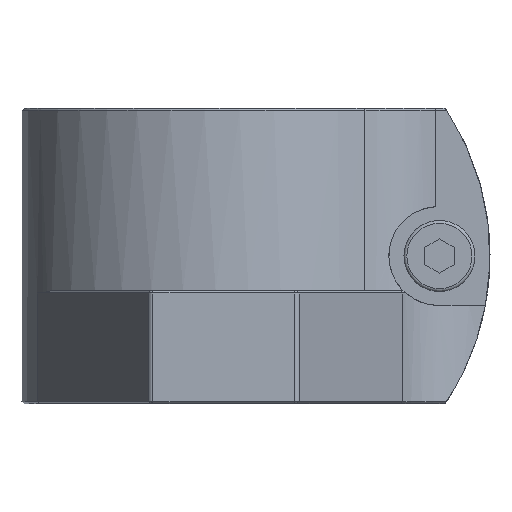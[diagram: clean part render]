
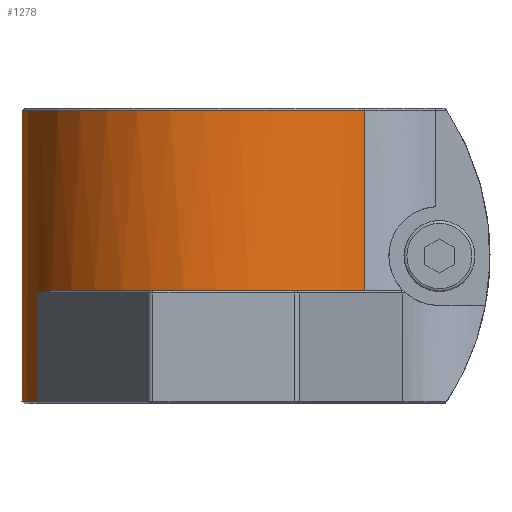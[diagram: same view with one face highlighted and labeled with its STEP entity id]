
A CAD part, left-side view. The second image highlights one B-rep face of the part: STEP entity #1278.
In plain terms, the highlighted cylindrical face has radius 41 mm (diameter 82 mm), a partial arc.
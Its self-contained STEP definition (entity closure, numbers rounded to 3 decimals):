
#20=ELLIPSE('',#1436,57.983,41.);
#21=ELLIPSE('',#1439,57.983,41.);
#77=CYLINDRICAL_SURFACE('',#1434,41.);
#109=LINE('',#1979,#213);
#153=LINE('',#2197,#257);
#155=LINE('',#2203,#259);
#156=LINE('',#2206,#260);
#213=VECTOR('',#1580,1000.);
#257=VECTOR('',#1738,1000.);
#259=VECTOR('',#1744,1000.);
#260=VECTOR('',#1747,1000.);
#479=ORIENTED_EDGE('',*,*,#783,.T.);
#480=ORIENTED_EDGE('',*,*,#785,.T.);
#481=ORIENTED_EDGE('',*,*,#786,.F.);
#482=ORIENTED_EDGE('',*,*,#787,.F.);
#483=ORIENTED_EDGE('',*,*,#738,.F.);
#484=ORIENTED_EDGE('',*,*,#788,.F.);
#485=ORIENTED_EDGE('',*,*,#789,.T.);
#486=ORIENTED_EDGE('',*,*,#692,.T.);
#487=ORIENTED_EDGE('',*,*,#790,.F.);
#488=ORIENTED_EDGE('',*,*,#791,.F.);
#692=EDGE_CURVE('',#864,#865,#109,.T.);
#738=EDGE_CURVE('',#903,#904,#979,.F.);
#783=EDGE_CURVE('',#935,#934,#153,.T.);
#785=EDGE_CURVE('',#934,#936,#998,.T.);
#786=EDGE_CURVE('',#937,#936,#155,.T.);
#787=EDGE_CURVE('',#904,#937,#20,.F.);
#788=EDGE_CURVE('',#938,#903,#156,.T.);
#789=EDGE_CURVE('',#938,#864,#999,.F.);
#790=EDGE_CURVE('',#939,#865,#1000,.F.);
#791=EDGE_CURVE('',#935,#939,#21,.F.);
#864=VERTEX_POINT('',#1980);
#865=VERTEX_POINT('',#1981);
#903=VERTEX_POINT('',#2100);
#904=VERTEX_POINT('',#2102);
#934=VERTEX_POINT('',#2196);
#935=VERTEX_POINT('',#2198);
#936=VERTEX_POINT('',#2202);
#937=VERTEX_POINT('',#2204);
#938=VERTEX_POINT('',#2207);
#939=VERTEX_POINT('',#2210);
#979=CIRCLE('',#1402,41.);
#998=CIRCLE('',#1435,41.);
#999=CIRCLE('',#1437,41.);
#1000=CIRCLE('',#1438,41.);
#1060=EDGE_LOOP('',(#479,#480,#481,#482,#483,#484,#485,#486,#487,#488));
#1156=FACE_BOUND('',#1060,.T.);
#1278=ADVANCED_FACE('',(#1156),#77,.T.);
#1402=AXIS2_PLACEMENT_3D('',#2101,#1650,#1651);
#1434=AXIS2_PLACEMENT_3D('',#2200,#1740,#1741);
#1435=AXIS2_PLACEMENT_3D('',#2201,#1742,#1743);
#1436=AXIS2_PLACEMENT_3D('',#2205,#1745,#1746);
#1437=AXIS2_PLACEMENT_3D('',#2208,#1748,#1749);
#1438=AXIS2_PLACEMENT_3D('',#2209,#1750,#1751);
#1439=AXIS2_PLACEMENT_3D('',#2211,#1752,#1753);
#1580=DIRECTION('',(0.,0.,-1.));
#1650=DIRECTION('',(0.,0.,1.));
#1651=DIRECTION('',(1.,0.,0.));
#1738=DIRECTION('',(0.,0.,-1.));
#1740=DIRECTION('',(0.,0.,-1.));
#1741=DIRECTION('',(-1.,0.,0.));
#1742=DIRECTION('',(0.,0.,1.));
#1743=DIRECTION('',(1.,0.,0.));
#1744=DIRECTION('',(0.,0.,-1.));
#1745=DIRECTION('',(-0.275,0.652,0.707));
#1746=DIRECTION('',(-0.275,0.652,-0.707));
#1747=DIRECTION('',(0.,0.,-1.));
#1748=DIRECTION('',(0.,0.,1.));
#1749=DIRECTION('',(1.,0.,0.));
#1750=DIRECTION('',(0.,0.,1.));
#1751=DIRECTION('',(1.,0.,0.));
#1752=DIRECTION('',(0.275,0.652,0.707));
#1753=DIRECTION('',(0.275,0.652,-0.707));
#1979=CARTESIAN_POINT('',(29.333,-28.645,60.));
#1980=CARTESIAN_POINT('',(29.333,-28.645,59.5));
#1981=CARTESIAN_POINT('',(29.333,-28.645,23.));
#2100=CARTESIAN_POINT('',(-29.333,-28.645,23.));
#2101=CARTESIAN_POINT('',(0.,0.,23.));
#2102=CARTESIAN_POINT('',(-21.606,34.845,23.));
#2196=CARTESIAN_POINT('',(15.918,37.784,0.5));
#2197=CARTESIAN_POINT('',(15.918,37.784,23.));
#2198=CARTESIAN_POINT('',(15.918,37.784,22.5));
#2200=CARTESIAN_POINT('',(0.,0.,23.));
#2201=CARTESIAN_POINT('',(0.,0.,0.5));
#2202=CARTESIAN_POINT('',(-15.918,37.784,0.5));
#2203=CARTESIAN_POINT('',(-15.918,37.784,23.));
#2204=CARTESIAN_POINT('',(-15.918,37.784,22.5));
#2205=CARTESIAN_POINT('',(0.,0.,63.5));
#2206=CARTESIAN_POINT('',(-29.333,-28.645,60.));
#2207=CARTESIAN_POINT('',(-29.333,-28.645,59.5));
#2208=CARTESIAN_POINT('',(0.,0.,59.5));
#2209=CARTESIAN_POINT('',(0.,0.,23.));
#2210=CARTESIAN_POINT('',(21.606,34.845,23.));
#2211=CARTESIAN_POINT('',(0.,0.,63.5));
